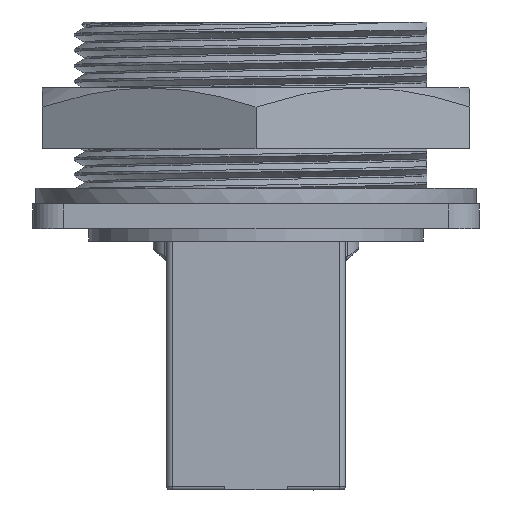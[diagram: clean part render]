
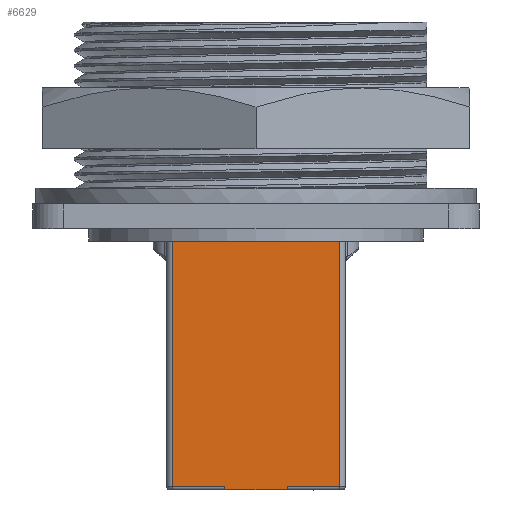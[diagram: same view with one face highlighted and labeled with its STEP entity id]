
A CAD part, front view. The second image highlights one B-rep face of the part: STEP entity #6629.
In plain terms, the highlighted planar face has unit normal (0, -1, 0).
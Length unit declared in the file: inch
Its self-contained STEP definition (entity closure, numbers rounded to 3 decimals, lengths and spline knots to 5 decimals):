
#27 = VECTOR ( 'NONE', #25243, 39.37008 ) ;
#1151 = DIRECTION ( 'NONE',  ( 0., 0., 1. ) ) ;
#1324 = EDGE_CURVE ( 'NONE', #12498, #18581, #24517, .T. ) ;
#1720 = CARTESIAN_POINT ( 'NONE',  ( -0.1, -0.349, -0.841 ) ) ;
#2009 = ORIENTED_EDGE ( 'NONE', *, *, #1324, .T. ) ;
#2295 = CARTESIAN_POINT ( 'NONE',  ( -0.2675, -0.349, -0.04 ) ) ;
#2403 = EDGE_CURVE ( 'NONE', #14717, #6993, #2474, .T. ) ;
#2474 = LINE ( 'NONE', #31435, #9839 ) ;
#2646 = CARTESIAN_POINT ( 'NONE',  ( 0., -0.349, -0.04 ) ) ;
#3323 = VERTEX_POINT ( 'NONE', #20171 ) ;
#3907 = DIRECTION ( 'NONE',  ( 1., 0., 0. ) ) ;
#4122 = LINE ( 'NONE', #18802, #12367 ) ;
#4900 = DIRECTION ( 'NONE',  ( 0., 0., -1. ) ) ;
#5414 = DIRECTION ( 'NONE',  ( 1., 0., 0. ) ) ;
#5923 = PLANE ( 'NONE',  #33116 ) ;
#6629 = ADVANCED_FACE ( 'NONE', ( #11612 ), #5923, .T. ) ;
#6993 = VERTEX_POINT ( 'NONE', #7136 ) ;
#7091 = LINE ( 'NONE', #24898, #22388 ) ;
#7136 = CARTESIAN_POINT ( 'NONE',  ( 0.1, -0.349, -0.831 ) ) ;
#7272 = VECTOR ( 'NONE', #4900, 39.37008 ) ;
#8606 = CARTESIAN_POINT ( 'NONE',  ( 0.2675, -0.349, -0.831 ) ) ;
#9685 = CARTESIAN_POINT ( 'NONE',  ( -0.1, -0.349, -0.831 ) ) ;
#9839 = VECTOR ( 'NONE', #30511, 39.37008 ) ;
#10176 = CARTESIAN_POINT ( 'NONE',  ( -0.1, -0.349, -0.841 ) ) ;
#10631 = LINE ( 'NONE', #37619, #33797 ) ;
#10989 = LINE ( 'NONE', #25289, #28051 ) ;
#11612 = FACE_OUTER_BOUND ( 'NONE', #18536, .T. ) ;
#11675 = VECTOR ( 'NONE', #36073, 39.37008 ) ;
#11870 = EDGE_CURVE ( 'NONE', #6993, #12469, #10989, .T. ) ;
#12367 = VECTOR ( 'NONE', #36751, 39.37008 ) ;
#12469 = VERTEX_POINT ( 'NONE', #8606 ) ;
#12498 = VERTEX_POINT ( 'NONE', #2295 ) ;
#13248 = ORIENTED_EDGE ( 'NONE', *, *, #11870, .T. ) ;
#14717 = VERTEX_POINT ( 'NONE', #25589 ) ;
#14865 = ORIENTED_EDGE ( 'NONE', *, *, #31795, .T. ) ;
#14876 = CARTESIAN_POINT ( 'NONE',  ( -0.2675, -0.349, -0.841 ) ) ;
#15409 = CARTESIAN_POINT ( 'NONE',  ( -0.2875, -0.349, -0.841 ) ) ;
#15616 = EDGE_CURVE ( 'NONE', #12498, #3323, #20758, .T. ) ;
#17909 = CARTESIAN_POINT ( 'NONE',  ( -0.2675, -0.349, -0.831 ) ) ;
#18367 = ORIENTED_EDGE ( 'NONE', *, *, #33339, .T. ) ;
#18429 = DIRECTION ( 'NONE',  ( 0., 0., -1. ) ) ;
#18536 = EDGE_LOOP ( 'NONE', ( #26613, #2009, #23272, #14865, #18646, #23671, #13248, #18367 ) ) ;
#18581 = VERTEX_POINT ( 'NONE', #17909 ) ;
#18646 = ORIENTED_EDGE ( 'NONE', *, *, #38844, .T. ) ;
#18802 = CARTESIAN_POINT ( 'NONE',  ( -0.2875, -0.349, -0.841 ) ) ;
#20171 = CARTESIAN_POINT ( 'NONE',  ( 0.2675, -0.349, -0.04 ) ) ;
#20758 = LINE ( 'NONE', #2646, #11675 ) ;
#22388 = VECTOR ( 'NONE', #5414, 39.37008 ) ;
#23272 = ORIENTED_EDGE ( 'NONE', *, *, #24697, .T. ) ;
#23485 = LINE ( 'NONE', #1720, #7272 ) ;
#23671 = ORIENTED_EDGE ( 'NONE', *, *, #2403, .T. ) ;
#24517 = LINE ( 'NONE', #14876, #27 ) ;
#24697 = EDGE_CURVE ( 'NONE', #18581, #34522, #7091, .T. ) ;
#24898 = CARTESIAN_POINT ( 'NONE',  ( -0.2875, -0.349, -0.831 ) ) ;
#25243 = DIRECTION ( 'NONE',  ( 0., 0., -1. ) ) ;
#25289 = CARTESIAN_POINT ( 'NONE',  ( -0.2875, -0.349, -0.831 ) ) ;
#25589 = CARTESIAN_POINT ( 'NONE',  ( 0.1, -0.349, -0.841 ) ) ;
#26613 = ORIENTED_EDGE ( 'NONE', *, *, #15616, .F. ) ;
#26969 = VERTEX_POINT ( 'NONE', #10176 ) ;
#28051 = VECTOR ( 'NONE', #3907, 39.37008 ) ;
#30511 = DIRECTION ( 'NONE',  ( 0., 0., 1. ) ) ;
#31435 = CARTESIAN_POINT ( 'NONE',  ( 0.1, -0.349, -0.841 ) ) ;
#31795 = EDGE_CURVE ( 'NONE', #34522, #26969, #23485, .T. ) ;
#33116 = AXIS2_PLACEMENT_3D ( 'NONE', #15409, #36410, #18429 ) ;
#33339 = EDGE_CURVE ( 'NONE', #12469, #3323, #10631, .T. ) ;
#33797 = VECTOR ( 'NONE', #1151, 39.37008 ) ;
#34522 = VERTEX_POINT ( 'NONE', #9685 ) ;
#36073 = DIRECTION ( 'NONE',  ( 1., 0., 0. ) ) ;
#36410 = DIRECTION ( 'NONE',  ( 0., -1., 0. ) ) ;
#36751 = DIRECTION ( 'NONE',  ( 1., 0., 0. ) ) ;
#37619 = CARTESIAN_POINT ( 'NONE',  ( 0.2675, -0.349, -0.841 ) ) ;
#38844 = EDGE_CURVE ( 'NONE', #26969, #14717, #4122, .T. ) ;
